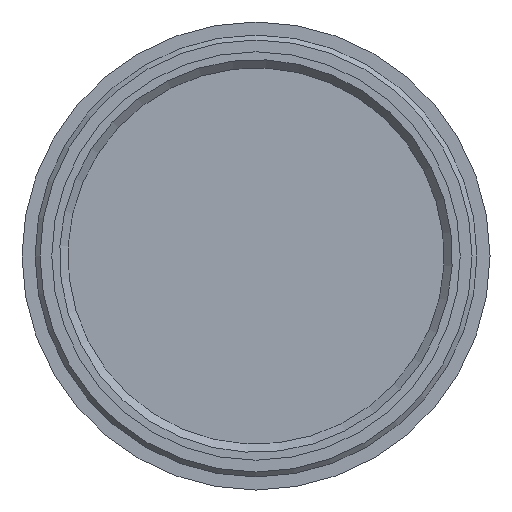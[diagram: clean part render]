
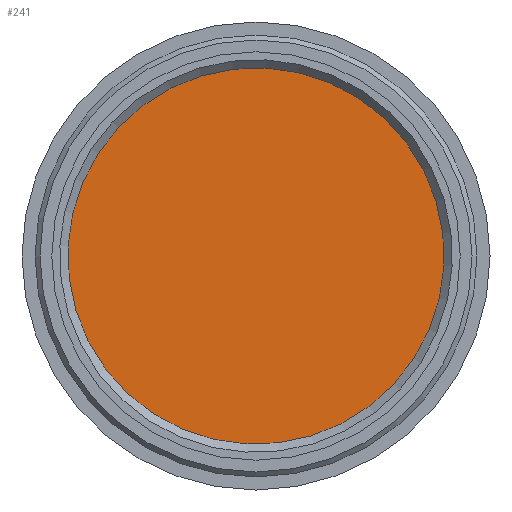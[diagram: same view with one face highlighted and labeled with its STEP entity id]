
A CAD part, front view. The second image highlights one B-rep face of the part: STEP entity #241.
In plain terms, the highlighted planar face has unit normal (0, -1, 0).
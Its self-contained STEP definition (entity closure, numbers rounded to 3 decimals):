
#49=FACE_OUTER_BOUND('',#73,.T.);
#73=EDGE_LOOP('',(#173));
#109=CIRCLE('',#272,11.5);
#129=VERTEX_POINT('',#401);
#149=EDGE_CURVE('',#129,#129,#109,.T.);
#173=ORIENTED_EDGE('',*,*,#149,.T.);
#208=PLANE('',#275);
#241=ADVANCED_FACE('',(#49),#208,.T.);
#272=AXIS2_PLACEMENT_3D('',#402,#321,#322);
#275=AXIS2_PLACEMENT_3D('',#406,#327,#328);
#321=DIRECTION('center_axis',(0.,-1.,0.));
#322=DIRECTION('ref_axis',(0.545,0.,0.838));
#327=DIRECTION('center_axis',(0.,-1.,0.));
#328=DIRECTION('ref_axis',(0.906,0.,-0.422));
#401=CARTESIAN_POINT('',(6.273,-1.2,9.638));
#402=CARTESIAN_POINT('Origin',(0.,-1.2,0.));
#406=CARTESIAN_POINT('Origin',(0.,-1.2,0.));
